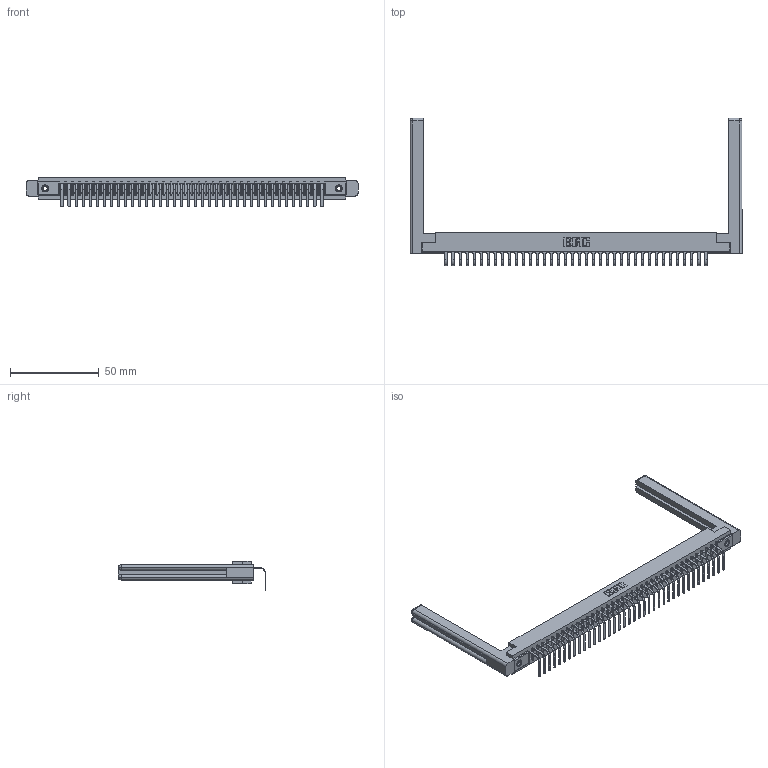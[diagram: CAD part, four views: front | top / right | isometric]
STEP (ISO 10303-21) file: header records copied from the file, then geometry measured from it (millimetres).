
FILE_DESCRIPTION (( 'STEP AP203' ), '1' );
FILE_NAME ('357-038-458-158.STEP', '2022-07-18T19:57:37', ( '' ), ( '' ), 'SwSTEP 2.0', 'SolidWorks 2020', '' );
FILE_SCHEMA (( 'CONFIG_CONTROL_DESIGN' ));
Length unit declared in the file: inch
Products named in the file (5): 307 Part_.156 Dia Mounting Holes; 357-038-458-158; 345-250-001_345-250-001-102; 307-220-058; 307-290-001_558 - 2 (Single)
Assembly tree (43 placements, depth 2):
  357-038-458-158
    307 Part_.156 Dia Mounting Holes
    307-290-001_558 - 2 (Single)  x38
    307-220-058  x2
    345-250-001_345-250-001-102  x2
Bounding box: 187.2 x 83.1 x 16.8 mm (x, y, z)
Volume: 26731 mm3; surface area: 26855.5 mm2
Topology: 43 solids, 43 shells, 2579 faces, 7289 edges, 4690 vertices
Faces by surface type: plane 1636, cylinder 841, sphere 78, torus 12, cone 12
Entity records: 35807 total; most frequent: CARTESIAN_POINT 6039, ORIENTED_EDGE 5964, DIRECTION 5836, EDGE_CURVE 2982, VECTOR 2282, LINE 2282, VERTEX_POINT 1926, AXIS2_PLACEMENT_3D 1777
